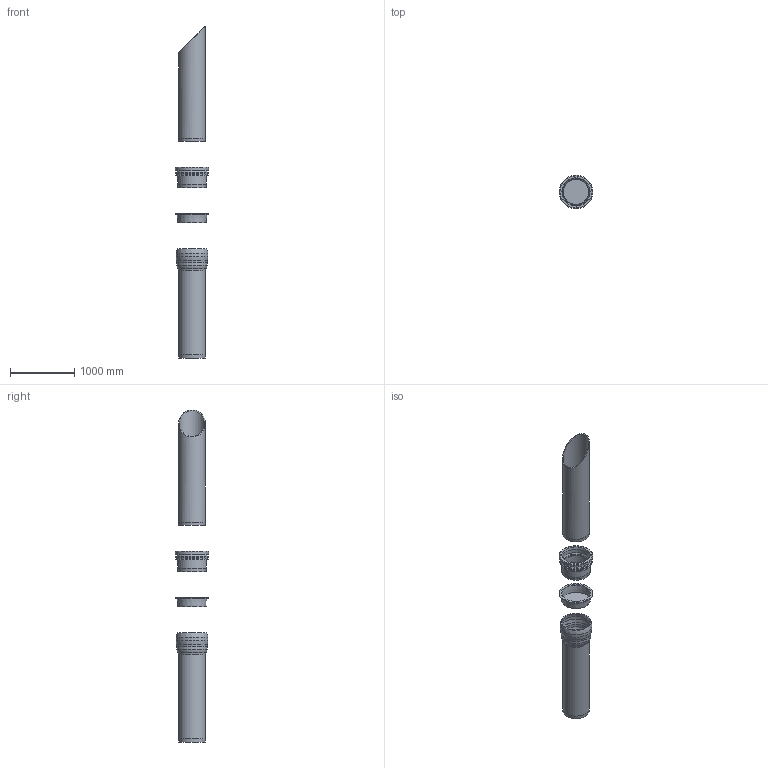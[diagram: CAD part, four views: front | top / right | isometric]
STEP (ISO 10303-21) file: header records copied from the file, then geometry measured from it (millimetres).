
FILE_DESCRIPTION(/* description */ (''),/* implementation_level */ '2;1');
FILE_NAME(/* name */ '15190.040X_3D.stp',/* time_stamp */ '2024-12-11T14:54:34+01:00',/* author */ ('CAD'),/* organization */ (''),/* preprocessor_version */ 'ST-DEVELOPER v20',/* originating_system */ 'AutoCAD Mechanical',/* authorisation */ '');
FILE_SCHEMA (('AUTOMOTIVE_DESIGN { 1 0 10303 214 3 1 1 }'));
Length unit declared in the file: centimetre
Products named in the file (2): Product; *S0
Assembly tree (1 placements, depth 2):
  Product
    *S0
Bounding box: 520 x 520 x 5175 mm (x, y, z)
Volume: 57117150.8 mm3; surface area: 10550084.3 mm2
Topology: 4 solids, 4 shells, 60 faces, 138 edges, 90 vertices
Faces by surface type: cylinder 16, cone 16, torus 16, plane 8, bspline 4
Full cylindrical faces by diameter (mm): 400 x2, 420 x2, 425 x2, 448.037 x1, 450 x1, 468.037 x1, 478.037 x1, 488 x2, 498.037 x1, 500 x1, 520 x2
Entity records: 1918 total; most frequent: CARTESIAN_POINT 395, DIRECTION 358, ORIENTED_EDGE 268, AXIS2_PLACEMENT_3D 161, EDGE_CURVE 134, CIRCLE 100, VERTEX_POINT 82, EDGE_LOOP 66
